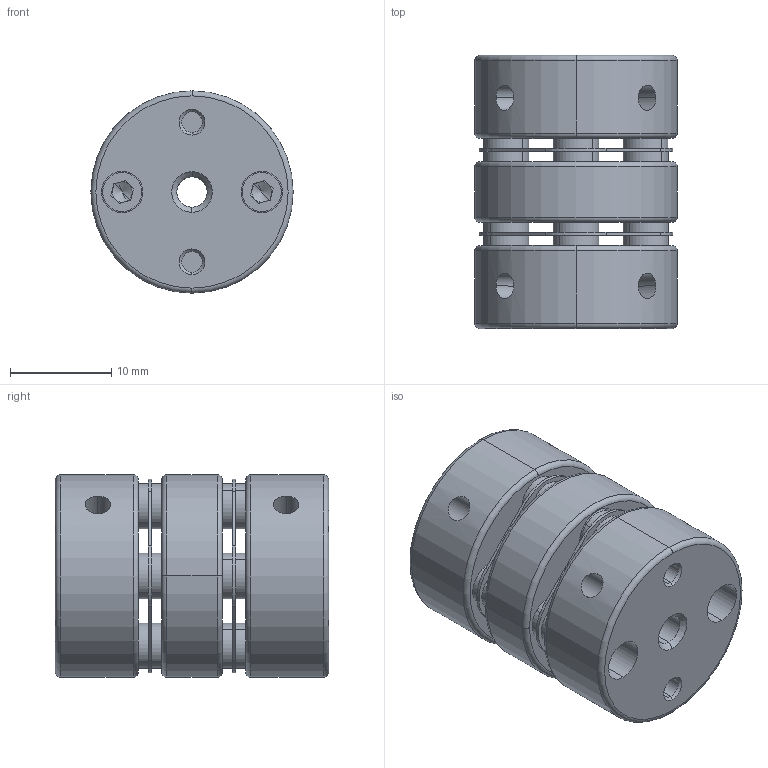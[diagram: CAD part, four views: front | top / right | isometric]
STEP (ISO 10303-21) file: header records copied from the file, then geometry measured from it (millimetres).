
FILE_DESCRIPTION (( 'STEP AP203' ), '1' );
FILE_NAME ('Uz20-26-3-3-1.1.STEP', '2019-11-13T08:38:30', ( '微软用户' ), ( '微软中国' ), 'SwSTEP 2.0', 'SolidWorks 2016', '' );
FILE_SCHEMA (( 'CONFIG_CONTROL_DESIGN' ));
Length unit declared in the file: millimetre
Products named in the file (6): U20笢潔; Uz20-26-3-3-1.1; hexagon socket head cap screws gb_GB_FASTENER_SCREWS_HSHCS M2.5X5-C; U20-11.5-6; U20ĤƬ; u20臚え郪磁
Assembly tree (10 placements, depth 3):
  Uz20-26-3-3-1.1
    U20-11.5-6  x2
    u20臚え郪磁  x2
      U20ĤƬ
      hexagon socket head cap screws gb_GB_FASTENER_SCREWS_HSHCS M2.5X5-C
    U20笢潔
Bounding box: 20 x 27 x 20 mm (x, y, z)
Volume: 6338 mm3; surface area: 6611.9 mm2
Topology: 29 solids, 29 shells, 414 faces, 942 edges, 582 vertices
Faces by surface type: plane 170, cylinder 168, cone 48, torus 28
Entity records: 5103 total; most frequent: CARTESIAN_POINT 848, DIRECTION 819, ORIENTED_EDGE 654, AXIS2_PLACEMENT_3D 345, EDGE_CURVE 327, VERTEX_POINT 208, EDGE_LOOP 193, CIRCLE 188
